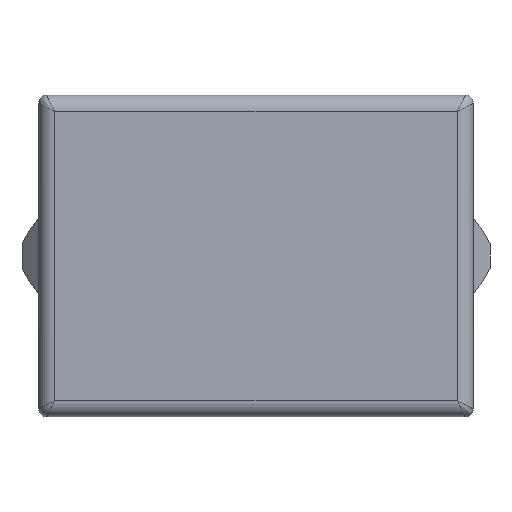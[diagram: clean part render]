
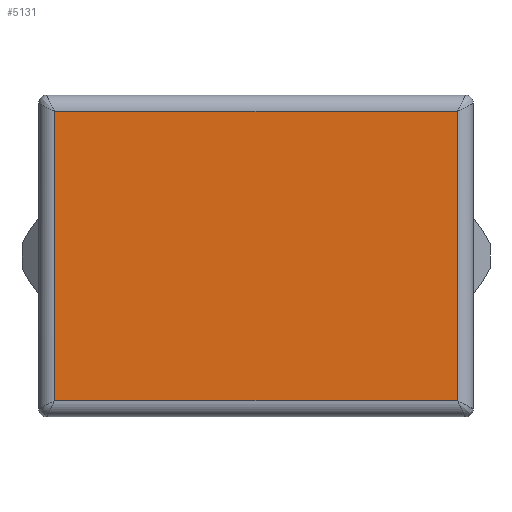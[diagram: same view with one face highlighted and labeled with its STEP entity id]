
A CAD part, front view. The second image highlights one B-rep face of the part: STEP entity #5131.
In plain terms, the highlighted planar face has unit normal (0, -1, 0).
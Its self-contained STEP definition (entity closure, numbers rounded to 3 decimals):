
#620=FACE_OUTER_BOUND('',#956,.T.);
#956=EDGE_LOOP('',(#4407,#4408,#4409,#4410));
#1459=LINE('',#8581,#1969);
#1460=LINE('',#8583,#1970);
#1461=LINE('',#8585,#1971);
#1462=LINE('',#8586,#1972);
#1969=VECTOR('',#6910,50.2);
#1970=VECTOR('',#6911,36.1);
#1971=VECTOR('',#6912,50.2);
#1972=VECTOR('',#6913,36.1);
#2466=VERTEX_POINT('',#8579);
#2467=VERTEX_POINT('',#8580);
#2468=VERTEX_POINT('',#8582);
#2469=VERTEX_POINT('',#8584);
#3138=EDGE_CURVE('',#2466,#2467,#1459,.T.);
#3139=EDGE_CURVE('',#2467,#2468,#1460,.T.);
#3140=EDGE_CURVE('',#2468,#2469,#1461,.T.);
#3141=EDGE_CURVE('',#2469,#2466,#1462,.T.);
#4407=ORIENTED_EDGE('',*,*,#3138,.T.);
#4408=ORIENTED_EDGE('',*,*,#3139,.T.);
#4409=ORIENTED_EDGE('',*,*,#3140,.T.);
#4410=ORIENTED_EDGE('',*,*,#3141,.T.);
#4862=PLANE('',#5604);
#5131=ADVANCED_FACE('',(#620),#4862,.T.);
#5604=AXIS2_PLACEMENT_3D('',#8578,#6908,#6909);
#6908=DIRECTION('center_axis',(0.,-1.,0.));
#6909=DIRECTION('ref_axis',(1.,0.,0.));
#6910=DIRECTION('',(1.,0.,0.));
#6911=DIRECTION('',(0.,0.,1.));
#6912=DIRECTION('',(-1.,0.,0.));
#6913=DIRECTION('',(0.,0.,-1.));
#8578=CARTESIAN_POINT('Origin',(26.1,-3.5,19.05));
#8579=CARTESIAN_POINT('',(-25.1,-3.5,-18.05));
#8580=CARTESIAN_POINT('',(25.1,-3.5,-18.05));
#8581=CARTESIAN_POINT('',(26.1,-3.5,-18.05));
#8582=CARTESIAN_POINT('',(25.1,-3.5,18.05));
#8583=CARTESIAN_POINT('',(25.1,-3.5,19.05));
#8584=CARTESIAN_POINT('',(-25.1,-3.5,18.05));
#8585=CARTESIAN_POINT('',(26.1,-3.5,18.05));
#8586=CARTESIAN_POINT('',(-25.1,-3.5,19.05));
